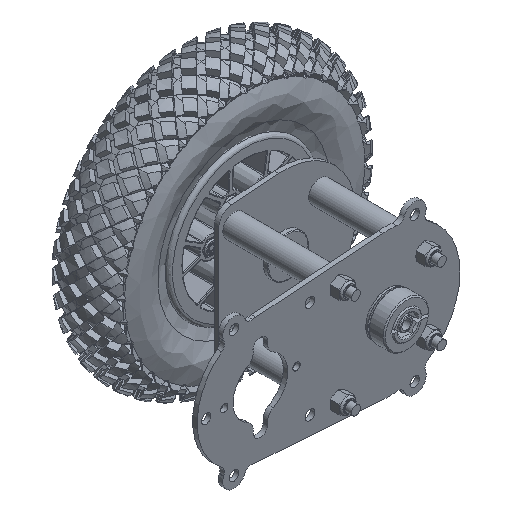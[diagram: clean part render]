
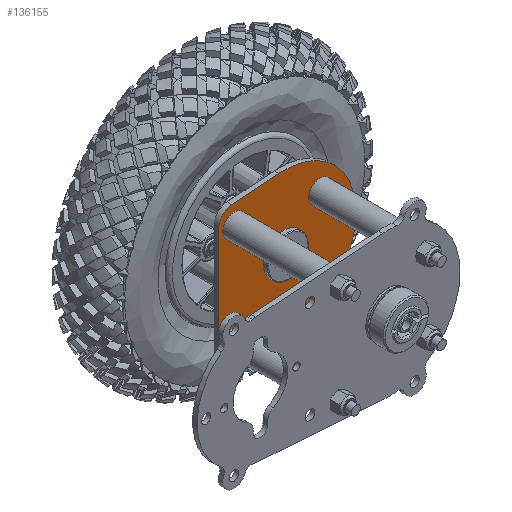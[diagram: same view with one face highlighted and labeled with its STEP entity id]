
A CAD part, isometric view. The second image highlights one B-rep face of the part: STEP entity #136155.
In plain terms, the highlighted planar face has unit normal (0, -1, 0).
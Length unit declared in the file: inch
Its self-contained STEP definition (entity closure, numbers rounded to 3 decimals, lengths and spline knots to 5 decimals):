
#947 = EDGE_LOOP ( 'NONE', ( #55912 ) ) ;
#2012 = VECTOR ( 'NONE', #132188, 39.37008 ) ;
#2745 = CARTESIAN_POINT ( 'NONE',  ( 2.1482, 0., 1.375 ) ) ;
#3923 = VERTEX_POINT ( 'NONE', #200459 ) ;
#6828 = ORIENTED_EDGE ( 'NONE', *, *, #53436, .F. ) ;
#6902 = LINE ( 'NONE', #113379, #2012 ) ;
#7003 = AXIS2_PLACEMENT_3D ( 'NONE', #132571, #209128, #22075 ) ;
#7020 = EDGE_CURVE ( 'NONE', #3923, #45436, #203275, .T. ) ;
#7981 = CARTESIAN_POINT ( 'NONE',  ( 4.5232, 0., -0.867 ) ) ;
#13895 = FACE_OUTER_BOUND ( 'NONE', #20097, .T. ) ;
#14124 = VERTEX_POINT ( 'NONE', #242643 ) ;
#16585 = EDGE_CURVE ( 'NONE', #25858, #25858, #149188, .T. ) ;
#20097 = EDGE_LOOP ( 'NONE', ( #6828, #211415, #198614, #204239, #241548, #80393 ) ) ;
#20471 = VECTOR ( 'NONE', #182781, 39.37008 ) ;
#21457 = AXIS2_PLACEMENT_3D ( 'NONE', #161326, #70903, #75818 ) ;
#22075 = DIRECTION ( 'NONE',  ( 0., 0., -1. ) ) ;
#25858 = VERTEX_POINT ( 'NONE', #158936 ) ;
#30189 = VERTEX_POINT ( 'NONE', #133241 ) ;
#30296 = FACE_BOUND ( 'NONE', #947, .T. ) ;
#38510 = CARTESIAN_POINT ( 'NONE',  ( 1.725, 0., 1.52786 ) ) ;
#42242 = ORIENTED_EDGE ( 'NONE', *, *, #16585, .T. ) ;
#44374 = VERTEX_POINT ( 'NONE', #7981 ) ;
#45436 = VERTEX_POINT ( 'NONE', #38510 ) ;
#50346 = FACE_BOUND ( 'NONE', #136750, .T. ) ;
#50973 = CARTESIAN_POINT ( 'NONE',  ( 1.725, 0., -1.87713 ) ) ;
#52443 = CARTESIAN_POINT ( 'NONE',  ( 3.38128, 0., -1.99496 ) ) ;
#53436 = EDGE_CURVE ( 'NONE', #3923, #30189, #6902, .T. ) ;
#55535 = CARTESIAN_POINT ( 'NONE',  ( 2.1482, 0., 1.508 ) ) ;
#55912 = ORIENTED_EDGE ( 'NONE', *, *, #127996, .T. ) ;
#60977 = DIRECTION ( 'NONE',  ( 0., -1., 0. ) ) ;
#65239 = AXIS2_PLACEMENT_3D ( 'NONE', #246196, #225950, #90482 ) ;
#70903 = DIRECTION ( 'NONE',  ( 0., 1., 0. ) ) ;
#72936 = FACE_BOUND ( 'NONE', #109620, .T. ) ;
#75818 = DIRECTION ( 'NONE',  ( 0., 0., 1. ) ) ;
#77609 = CIRCLE ( 'NONE', #21457, 0.133 ) ;
#78174 = ORIENTED_EDGE ( 'NONE', *, *, #144227, .T. ) ;
#80393 = ORIENTED_EDGE ( 'NONE', *, *, #96020, .F. ) ;
#90049 = AXIS2_PLACEMENT_3D ( 'NONE', #232895, #60977, #137508 ) ;
#90482 = DIRECTION ( 'NONE',  ( 0., 0., -1. ) ) ;
#95802 = DIRECTION ( 'NONE',  ( 0., 0., -1. ) ) ;
#96020 = EDGE_CURVE ( 'NONE', #30189, #207853, #210539, .T. ) ;
#97266 = ORIENTED_EDGE ( 'NONE', *, *, #185122, .T. ) ;
#97324 = CARTESIAN_POINT ( 'NONE',  ( 3.38128, 0., -1.99496 ) ) ;
#103056 = ORIENTED_EDGE ( 'NONE', *, *, #203033, .T. ) ;
#107161 = CARTESIAN_POINT ( 'NONE',  ( 1.725, 0., -1.52786 ) ) ;
#108163 = CIRCLE ( 'NONE', #192316, 0.56225 ) ;
#109620 = EDGE_LOOP ( 'NONE', ( #78174 ) ) ;
#111185 = DIRECTION ( 'NONE',  ( 0., 0., 1. ) ) ;
#113379 = CARTESIAN_POINT ( 'NONE',  ( 3.38128, 0., 1.99496 ) ) ;
#117308 = AXIS2_PLACEMENT_3D ( 'NONE', #132934, #209522, #210733 ) ;
#118829 = CIRCLE ( 'NONE', #138888, 0.133 ) ;
#125622 = FACE_BOUND ( 'NONE', #236001, .T. ) ;
#127996 = EDGE_CURVE ( 'NONE', #213818, #213818, #207698, .T. ) ;
#128551 = DIRECTION ( 'NONE',  ( 0., 1., 0. ) ) ;
#132188 = DIRECTION ( 'NONE',  ( 0.997, 0., 0.071 ) ) ;
#132571 = CARTESIAN_POINT ( 'NONE',  ( 2.1, 0., 1.52786 ) ) ;
#132934 = CARTESIAN_POINT ( 'NONE',  ( 2.1482, 0., -1.375 ) ) ;
#133241 = CARTESIAN_POINT ( 'NONE',  ( 3.38128, 0., 1.99496 ) ) ;
#134477 = DIRECTION ( 'NONE',  ( 0., 1., 0. ) ) ;
#136155 = ADVANCED_FACE ( 'NONE', ( #13895, #144535, #125622, #72936, #30296, #50346 ), #164619, .T. ) ;
#136750 = EDGE_LOOP ( 'NONE', ( #97266 ) ) ;
#137508 = DIRECTION ( 'NONE',  ( 0., 0., -1. ) ) ;
#138888 = AXIS2_PLACEMENT_3D ( 'NONE', #2745, #134477, #211044 ) ;
#143202 = DIRECTION ( 'NONE',  ( 0., 0., 1. ) ) ;
#144227 = EDGE_CURVE ( 'NONE', #44374, #44374, #77609, .T. ) ;
#144535 = FACE_BOUND ( 'NONE', #222786, .T. ) ;
#149188 = CIRCLE ( 'NONE', #117308, 0.133 ) ;
#151309 = CARTESIAN_POINT ( 'NONE',  ( 3.5232, 0., 0. ) ) ;
#156806 = VERTEX_POINT ( 'NONE', #107161 ) ;
#158936 = CARTESIAN_POINT ( 'NONE',  ( 2.1482, 0., -1.242 ) ) ;
#161326 = CARTESIAN_POINT ( 'NONE',  ( 4.5232, 0., -1. ) ) ;
#163456 = VERTEX_POINT ( 'NONE', #184409 ) ;
#164619 = PLANE ( 'NONE',  #65239 ) ;
#166203 = CIRCLE ( 'NONE', #90049, 0.375 ) ;
#171205 = CARTESIAN_POINT ( 'NONE',  ( 3.5232, 0., 0. ) ) ;
#172716 = LINE ( 'NONE', #97324, #212884 ) ;
#178402 = CARTESIAN_POINT ( 'NONE',  ( 4.5232, 0., 1. ) ) ;
#180884 = DIRECTION ( 'NONE',  ( 0., 1., 0. ) ) ;
#182781 = DIRECTION ( 'NONE',  ( 0., 0., -1. ) ) ;
#184409 = CARTESIAN_POINT ( 'NONE',  ( 2.07339, 0., -1.90192 ) ) ;
#185122 = EDGE_CURVE ( 'NONE', #14124, #14124, #108163, .T. ) ;
#186353 = EDGE_CURVE ( 'NONE', #207853, #163456, #172716, .T. ) ;
#191007 = VERTEX_POINT ( 'NONE', #55535 ) ;
#192316 = AXIS2_PLACEMENT_3D ( 'NONE', #151309, #210233, #111185 ) ;
#198614 = ORIENTED_EDGE ( 'NONE', *, *, #232319, .T. ) ;
#200459 = CARTESIAN_POINT ( 'NONE',  ( 2.07339, 0., 1.90192 ) ) ;
#203033 = EDGE_CURVE ( 'NONE', #191007, #191007, #118829, .T. ) ;
#203275 = CIRCLE ( 'NONE', #7003, 0.375 ) ;
#203990 = LINE ( 'NONE', #50973, #20471 ) ;
#204239 = ORIENTED_EDGE ( 'NONE', *, *, #224030, .T. ) ;
#207698 = CIRCLE ( 'NONE', #231729, 0.133 ) ;
#207853 = VERTEX_POINT ( 'NONE', #52443 ) ;
#209128 = DIRECTION ( 'NONE',  ( 0., -1., 0. ) ) ;
#209522 = DIRECTION ( 'NONE',  ( 0., 1., 0. ) ) ;
#210233 = DIRECTION ( 'NONE',  ( 0., 1., 0. ) ) ;
#210539 = CIRCLE ( 'NONE', #222538, 2. ) ;
#210733 = DIRECTION ( 'NONE',  ( 0., 0., 1. ) ) ;
#211044 = DIRECTION ( 'NONE',  ( 0., 0., 1. ) ) ;
#211415 = ORIENTED_EDGE ( 'NONE', *, *, #7020, .T. ) ;
#212884 = VECTOR ( 'NONE', #231629, 39.37008 ) ;
#213818 = VERTEX_POINT ( 'NONE', #218731 ) ;
#218731 = CARTESIAN_POINT ( 'NONE',  ( 4.5232, 0., 1.133 ) ) ;
#222538 = AXIS2_PLACEMENT_3D ( 'NONE', #171205, #128551, #95802 ) ;
#222786 = EDGE_LOOP ( 'NONE', ( #42242 ) ) ;
#224030 = EDGE_CURVE ( 'NONE', #156806, #163456, #166203, .T. ) ;
#225950 = DIRECTION ( 'NONE',  ( 0., -1., 0. ) ) ;
#231629 = DIRECTION ( 'NONE',  ( -0.997, 0., 0.071 ) ) ;
#231729 = AXIS2_PLACEMENT_3D ( 'NONE', #178402, #180884, #143202 ) ;
#232319 = EDGE_CURVE ( 'NONE', #45436, #156806, #203990, .T. ) ;
#232895 = CARTESIAN_POINT ( 'NONE',  ( 2.1, 0., -1.52786 ) ) ;
#236001 = EDGE_LOOP ( 'NONE', ( #103056 ) ) ;
#241548 = ORIENTED_EDGE ( 'NONE', *, *, #186353, .F. ) ;
#242643 = CARTESIAN_POINT ( 'NONE',  ( 3.5232, 0., 0.56225 ) ) ;
#246196 = CARTESIAN_POINT ( 'NONE',  ( 3.5232, 0., 0. ) ) ;
